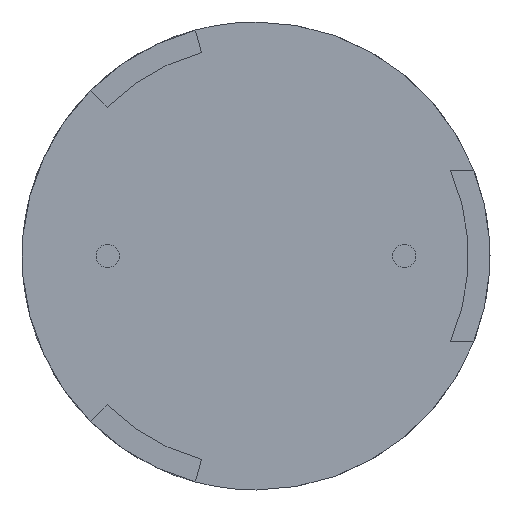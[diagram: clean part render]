
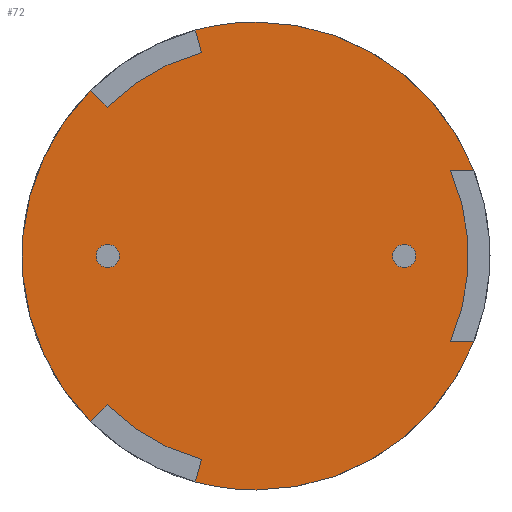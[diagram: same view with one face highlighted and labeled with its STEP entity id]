
A CAD part, front view. The second image highlights one B-rep face of the part: STEP entity #72.
In plain terms, the highlighted planar face has unit normal (0, -1, 0).
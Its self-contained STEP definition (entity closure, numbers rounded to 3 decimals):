
#72=ADVANCED_FACE('NONE',(#152,#153,#154),#155,.T.);
#152=FACE_OUTER_BOUND('',#238,.T.);
#153=FACE_BOUND('',#239,.T.);
#154=FACE_BOUND('',#240,.T.);
#155=PLANE('',#241);
#238=EDGE_LOOP('',(#382,#383,#384,#385,#386,#387,#388,#389,#390,#391,#392,#393,#394,#395));
#239=EDGE_LOOP('',(#396,#397));
#240=EDGE_LOOP('',(#398,#399));
#241=AXIS2_PLACEMENT_3D('',#400,#401,#402);
#382=ORIENTED_EDGE('',*,*,#522,.T.);
#383=ORIENTED_EDGE('',*,*,#550,.T.);
#384=ORIENTED_EDGE('',*,*,#557,.F.);
#385=ORIENTED_EDGE('',*,*,#558,.F.);
#386=ORIENTED_EDGE('',*,*,#559,.F.);
#387=ORIENTED_EDGE('',*,*,#547,.T.);
#388=ORIENTED_EDGE('',*,*,#560,.F.);
#389=ORIENTED_EDGE('',*,*,#561,.F.);
#390=ORIENTED_EDGE('',*,*,#562,.F.);
#391=ORIENTED_EDGE('',*,*,#544,.T.);
#392=ORIENTED_EDGE('',*,*,#526,.T.);
#393=ORIENTED_EDGE('',*,*,#563,.F.);
#394=ORIENTED_EDGE('',*,*,#564,.F.);
#395=ORIENTED_EDGE('',*,*,#565,.F.);
#396=ORIENTED_EDGE('',*,*,#505,.F.);
#397=ORIENTED_EDGE('',*,*,#566,.F.);
#398=ORIENTED_EDGE('',*,*,#510,.F.);
#399=ORIENTED_EDGE('',*,*,#567,.F.);
#400=CARTESIAN_POINT('',(0.274,0.75,0.0));
#401=DIRECTION('',(0.0,-1.0,0.0));
#402=DIRECTION('',(0.0,0.0,-1.0));
#505=EDGE_CURVE('NONE',#591,#592,#593,.T.);
#510=EDGE_CURVE('NONE',#600,#601,#602,.T.);
#522=EDGE_CURVE('NONE',#623,#621,#624,.T.);
#526=EDGE_CURVE('NONE',#631,#629,#632,.T.);
#544=EDGE_CURVE('NONE',#660,#631,#661,.T.);
#547=EDGE_CURVE('NONE',#665,#663,#666,.T.);
#550=EDGE_CURVE('NONE',#621,#668,#670,.T.);
#557=EDGE_CURVE('NONE',#677,#668,#678,.T.);
#558=EDGE_CURVE('NONE',#679,#677,#680,.T.);
#559=EDGE_CURVE('NONE',#665,#679,#681,.T.);
#560=EDGE_CURVE('NONE',#682,#663,#683,.T.);
#561=EDGE_CURVE('NONE',#684,#682,#685,.T.);
#562=EDGE_CURVE('NONE',#660,#684,#686,.T.);
#563=EDGE_CURVE('NONE',#687,#629,#688,.T.);
#564=EDGE_CURVE('NONE',#689,#687,#690,.T.);
#565=EDGE_CURVE('NONE',#623,#689,#691,.T.);
#566=EDGE_CURVE('NONE',#592,#591,#692,.T.);
#567=EDGE_CURVE('NONE',#601,#600,#693,.T.);
#591=VERTEX_POINT('NONE',#717);
#592=VERTEX_POINT('NONE',#718);
#593=CIRCLE('',#719,0.3);
#600=VERTEX_POINT('NONE',#728);
#601=VERTEX_POINT('NONE',#729);
#602=CIRCLE('',#730,0.3);
#621=VERTEX_POINT('NONE',#753);
#623=VERTEX_POINT('NONE',#756);
#624=CIRCLE('',#757,6.0);
#629=VERTEX_POINT('NONE',#763);
#631=VERTEX_POINT('NONE',#766);
#632=CIRCLE('',#767,6.0);
#660=VERTEX_POINT('NONE',#802);
#661=CIRCLE('',#803,6.0);
#663=VERTEX_POINT('NONE',#806);
#665=VERTEX_POINT('NONE',#809);
#666=CIRCLE('',#810,6.0);
#668=VERTEX_POINT('NONE',#813);
#670=CIRCLE('',#816,6.0);
#677=VERTEX_POINT('NONE',#823);
#678=LINE('',#824,#825);
#679=VERTEX_POINT('NONE',#826);
#680=CIRCLE('',#827,5.4);
#681=LINE('',#828,#829);
#682=VERTEX_POINT('NONE',#830);
#683=LINE('',#831,#832);
#684=VERTEX_POINT('NONE',#833);
#685=CIRCLE('',#834,5.4);
#686=LINE('',#835,#836);
#687=VERTEX_POINT('NONE',#837);
#688=LINE('',#838,#839);
#689=VERTEX_POINT('NONE',#840);
#690=CIRCLE('',#841,5.446);
#691=LINE('',#842,#843);
#692=CIRCLE('',#844,0.3);
#693=CIRCLE('',#845,0.3);
#717=CARTESIAN_POINT('',(-3.8,0.75,-0.3));
#718=CARTESIAN_POINT('',(-3.8,0.75,0.3));
#719=AXIS2_PLACEMENT_3D('',#874,#875,#876);
#728=CARTESIAN_POINT('',(3.8,0.75,-0.3));
#729=CARTESIAN_POINT('',(3.8,0.75,0.3));
#730=AXIS2_PLACEMENT_3D('',#882,#883,#884);
#753=CARTESIAN_POINT('',(0.,0.75,6.0));
#756=CARTESIAN_POINT('',(5.582,0.75,2.2));
#757=AXIS2_PLACEMENT_3D('',#902,#903,#904);
#763=CARTESIAN_POINT('',(5.582,0.75,-2.2));
#766=CARTESIAN_POINT('',(0.0,0.75,-6.0));
#767=AXIS2_PLACEMENT_3D('',#910,#911,#912);
#802=CARTESIAN_POINT('',(-1.553,0.75,-5.796));
#803=AXIS2_PLACEMENT_3D('',#938,#939,#940);
#806=CARTESIAN_POINT('',(-4.243,0.75,-4.243));
#809=CARTESIAN_POINT('',(-4.243,0.75,4.243));
#810=AXIS2_PLACEMENT_3D('',#943,#944,#945);
#813=CARTESIAN_POINT('',(-1.553,0.75,5.796));
#816=AXIS2_PLACEMENT_3D('',#948,#949,#950);
#823=CARTESIAN_POINT('',(-1.398,0.75,5.216));
#824=CARTESIAN_POINT('',(-1.553,0.75,5.796));
#825=VECTOR('',#957,1000.0);
#826=CARTESIAN_POINT('',(-3.818,0.75,3.818));
#827=AXIS2_PLACEMENT_3D('',#958,#959,#960);
#828=CARTESIAN_POINT('',(-3.818,0.75,3.818));
#829=VECTOR('',#961,1000.0);
#830=CARTESIAN_POINT('',(-3.818,0.75,-3.818));
#831=CARTESIAN_POINT('',(-3.818,0.75,-3.818));
#832=VECTOR('',#962,1000.0);
#833=CARTESIAN_POINT('',(-1.398,0.75,-5.216));
#834=AXIS2_PLACEMENT_3D('',#963,#964,#965);
#835=CARTESIAN_POINT('',(-1.553,0.75,-5.796));
#836=VECTOR('',#966,1000.0);
#837=CARTESIAN_POINT('',(4.982,0.75,-2.2));
#838=CARTESIAN_POINT('',(5.582,0.75,-2.2));
#839=VECTOR('',#967,1000.0);
#840=CARTESIAN_POINT('',(4.982,0.75,2.2));
#841=AXIS2_PLACEMENT_3D('',#968,#969,#970);
#842=CARTESIAN_POINT('',(5.582,0.75,2.2));
#843=VECTOR('',#971,1000.0);
#844=AXIS2_PLACEMENT_3D('',#972,#973,#974);
#845=AXIS2_PLACEMENT_3D('',#975,#976,#977);
#874=CARTESIAN_POINT('',(-3.8,0.75,0.));
#875=DIRECTION('',(0.0,-1.0,0.0));
#876=DIRECTION('',(0.0,0.0,-1.0));
#882=CARTESIAN_POINT('',(3.8,0.75,0.0));
#883=DIRECTION('',(0.0,-1.0,0.0));
#884=DIRECTION('',(0.0,0.0,-1.0));
#902=CARTESIAN_POINT('',(0.0,0.75,0.0));
#903=DIRECTION('',(0.0,-1.0,0.0));
#904=DIRECTION('',(0.0,0.0,-1.0));
#910=CARTESIAN_POINT('',(0.0,0.75,0.0));
#911=DIRECTION('',(0.0,-1.0,0.0));
#912=DIRECTION('',(0.0,0.0,-1.0));
#938=CARTESIAN_POINT('',(0.0,0.75,0.0));
#939=DIRECTION('',(0.0,-1.0,0.0));
#940=DIRECTION('',(0.0,0.0,-1.0));
#943=CARTESIAN_POINT('',(0.0,0.75,0.0));
#944=DIRECTION('',(0.0,-1.0,0.0));
#945=DIRECTION('',(0.0,0.0,-1.0));
#948=CARTESIAN_POINT('',(0.0,0.75,0.0));
#949=DIRECTION('',(0.0,-1.0,0.0));
#950=DIRECTION('',(0.0,0.0,-1.0));
#957=DIRECTION('',(-0.259,-0.0,0.966));
#958=CARTESIAN_POINT('',(0.0,0.75,0.0));
#959=DIRECTION('',(0.0,1.0,0.0));
#960=DIRECTION('',(0.0,0.0,-1.0));
#961=DIRECTION('',(0.707,-0.0,-0.707));
#962=DIRECTION('',(-0.707,0.0,-0.707));
#963=CARTESIAN_POINT('',(0.0,0.75,0.0));
#964=DIRECTION('',(-0.0,1.0,0.0));
#965=DIRECTION('',(0.0,0.0,1.0));
#966=DIRECTION('',(0.259,0.0,0.966));
#967=DIRECTION('',(1.0,-0.0,0.));
#968=CARTESIAN_POINT('',(0.0,0.75,0.0));
#969=DIRECTION('',(-0.0,1.0,0.0));
#970=DIRECTION('',(0.0,0.0,1.0));
#971=DIRECTION('',(-1.0,0.0,0.));
#972=CARTESIAN_POINT('',(-3.8,0.75,0.));
#973=DIRECTION('',(0.0,-1.0,0.0));
#974=DIRECTION('',(0.0,0.0,-1.0));
#975=CARTESIAN_POINT('',(3.8,0.75,0.0));
#976=DIRECTION('',(0.0,-1.0,0.0));
#977=DIRECTION('',(0.0,0.0,-1.0));
